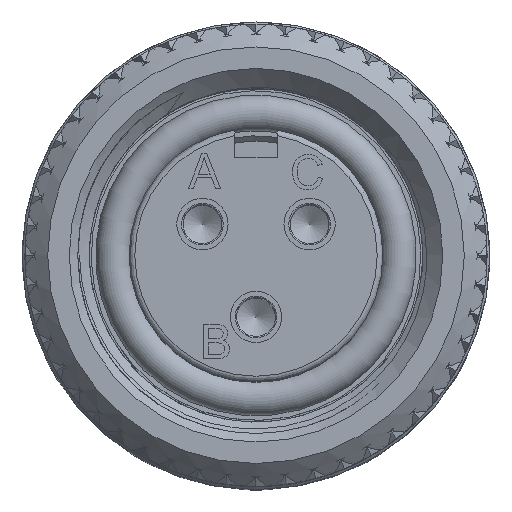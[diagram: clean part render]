
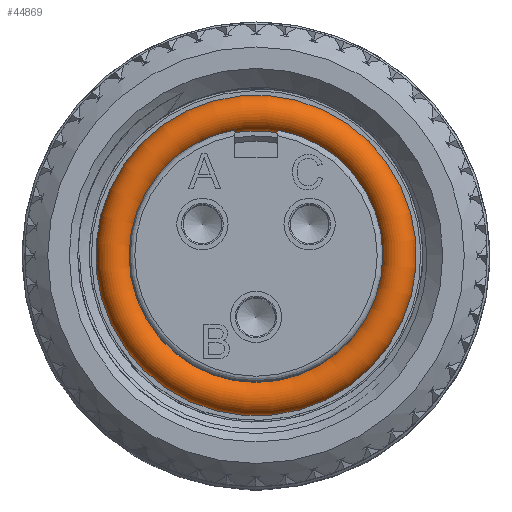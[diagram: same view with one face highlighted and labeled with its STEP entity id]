
A CAD part, top view. The second image highlights one B-rep face of the part: STEP entity #44869.
In plain terms, the highlighted toroidal (fillet/blend) face has major radius 6.35 mm and minor radius 0.794 mm.
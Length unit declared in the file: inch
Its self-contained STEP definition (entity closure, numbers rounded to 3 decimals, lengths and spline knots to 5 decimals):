
#99=TOROIDAL_SURFACE('',#47018,0.25,0.03125);
#3636=CIRCLE('',#47019,0.03125);
#3637=CIRCLE('',#47020,0.21875);
#13667=FACE_OUTER_BOUND('',#16830,.T.);
#16830=EDGE_LOOP('',(#36986,#36987,#36988,#36989));
#20335=VERTEX_POINT('',#135115);
#26085=EDGE_CURVE('',#20335,#20335,#3636,.T.);
#26086=EDGE_CURVE('',#20335,#20335,#3637,.T.);
#36986=ORIENTED_EDGE('',*,*,#26085,.F.);
#36987=ORIENTED_EDGE('',*,*,#26086,.T.);
#36988=ORIENTED_EDGE('',*,*,#26085,.T.);
#36989=ORIENTED_EDGE('',*,*,#26086,.F.);
#44869=ADVANCED_FACE('',(#13667),#99,.T.);
#47018=AXIS2_PLACEMENT_3D('',#135114,#50762,#50763);
#47019=AXIS2_PLACEMENT_3D('',#135116,#50764,#50765);
#47020=AXIS2_PLACEMENT_3D('',#135117,#50766,#50767);
#50762=DIRECTION('center_axis',(0.,-1.,0.));
#50763=DIRECTION('ref_axis',(0.,0.,-1.));
#50764=DIRECTION('center_axis',(-1.,0.,0.));
#50765=DIRECTION('ref_axis',(0.,0.,
1.));
#50766=DIRECTION('center_axis',(0.,1.,0.));
#50767=DIRECTION('ref_axis',(0.,0.,-1.));
#135114=CARTESIAN_POINT('Origin',(0.,0.,0.));
#135115=CARTESIAN_POINT('',(0.,0.,
0.21875));
#135116=CARTESIAN_POINT('Origin',(0.,0.,
0.25));
#135117=CARTESIAN_POINT('Origin',(0.,0.,
0.));
